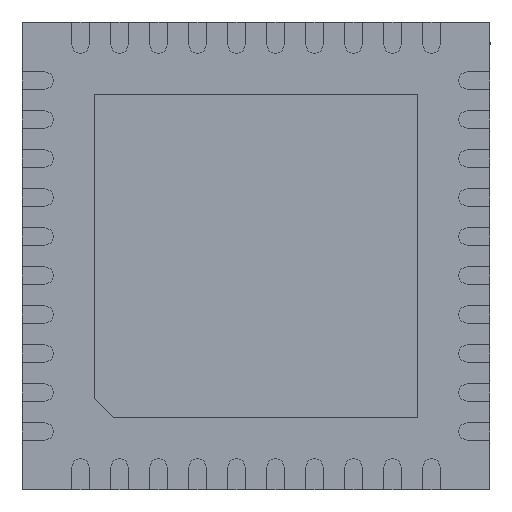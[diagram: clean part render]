
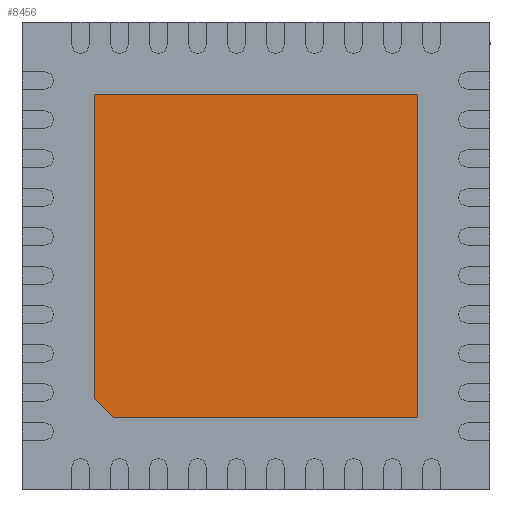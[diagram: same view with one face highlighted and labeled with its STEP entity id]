
A CAD part, front view. The second image highlights one B-rep face of the part: STEP entity #8456.
In plain terms, the highlighted planar face has unit normal (0, -1, 0).
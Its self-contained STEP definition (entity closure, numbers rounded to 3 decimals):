
#615 = DIRECTION ( 'NONE',  ( -1., 0., 0. ) ) ;
#1324 = CARTESIAN_POINT ( 'NONE',  ( 0., 0., 0. ) ) ;
#1992 = VERTEX_POINT ( 'NONE', #3515 ) ;
#2027 = EDGE_LOOP ( 'NONE', ( #3313, #6128, #14565, #11192, #6088 ) ) ;
#2537 = VERTEX_POINT ( 'NONE', #10410 ) ;
#2873 = DIRECTION ( 'NONE',  ( 0., 0., 1. ) ) ;
#3313 = ORIENTED_EDGE ( 'NONE', *, *, #10295, .T. ) ;
#3515 = CARTESIAN_POINT ( 'NONE',  ( -1.825, 0., -2.075 ) ) ;
#4793 = PLANE ( 'NONE',  #12738 ) ;
#4808 = VECTOR ( 'NONE', #15315, 1000. ) ;
#5262 = VERTEX_POINT ( 'NONE', #8863 ) ;
#5518 = CARTESIAN_POINT ( 'NONE',  ( -1.95, 0., -1.95 ) ) ;
#5769 = VECTOR ( 'NONE', #11959, 1000. ) ;
#6088 = ORIENTED_EDGE ( 'NONE', *, *, #15362, .T. ) ;
#6128 = ORIENTED_EDGE ( 'NONE', *, *, #14337, .T. ) ;
#6431 = DIRECTION ( 'NONE',  ( 1., 0., 0. ) ) ;
#6465 = EDGE_CURVE ( 'NONE', #1992, #12476, #9169, .T. ) ;
#7724 = CARTESIAN_POINT ( 'NONE',  ( 2.075, 0., -2.075 ) ) ;
#8248 = EDGE_CURVE ( 'NONE', #12476, #5262, #9003, .T. ) ;
#8456 = ADVANCED_FACE ( 'NONE', ( #11004 ), #4793, .T. ) ;
#8668 = DIRECTION ( 'NONE',  ( 0., -1., 0. ) ) ;
#8863 = CARTESIAN_POINT ( 'NONE',  ( 2.075, 0., 2.075 ) ) ;
#9003 = LINE ( 'NONE', #13907, #9912 ) ;
#9169 = LINE ( 'NONE', #7724, #12545 ) ;
#9912 = VECTOR ( 'NONE', #2873, 1000. ) ;
#10096 = CARTESIAN_POINT ( 'NONE',  ( 2.075, 0., -2.075 ) ) ;
#10295 = EDGE_CURVE ( 'NONE', #10738, #2537, #13197, .T. ) ;
#10376 = CARTESIAN_POINT ( 'NONE',  ( 2.075, 0., 2.075 ) ) ;
#10410 = CARTESIAN_POINT ( 'NONE',  ( -2.075, 0., -1.825 ) ) ;
#10738 = VERTEX_POINT ( 'NONE', #15859 ) ;
#11004 = FACE_OUTER_BOUND ( 'NONE', #2027, .T. ) ;
#11192 = ORIENTED_EDGE ( 'NONE', *, *, #8248, .T. ) ;
#11606 = CARTESIAN_POINT ( 'NONE',  ( -2.075, 0., -2.075 ) ) ;
#11959 = DIRECTION ( 'NONE',  ( 0.707, 0., -0.707 ) ) ;
#12476 = VERTEX_POINT ( 'NONE', #10096 ) ;
#12545 = VECTOR ( 'NONE', #6431, 1000. ) ;
#12738 = AXIS2_PLACEMENT_3D ( 'NONE', #1324, #8668, #13422 ) ;
#12868 = LINE ( 'NONE', #10376, #15303 ) ;
#13197 = LINE ( 'NONE', #11606, #4808 ) ;
#13422 = DIRECTION ( 'NONE',  ( 0., 0., -1. ) ) ;
#13907 = CARTESIAN_POINT ( 'NONE',  ( 2.075, 0., -2.075 ) ) ;
#14337 = EDGE_CURVE ( 'NONE', #2537, #1992, #15502, .T. ) ;
#14565 = ORIENTED_EDGE ( 'NONE', *, *, #6465, .T. ) ;
#15303 = VECTOR ( 'NONE', #615, 1000. ) ;
#15315 = DIRECTION ( 'NONE',  ( 0., 0., -1. ) ) ;
#15362 = EDGE_CURVE ( 'NONE', #5262, #10738, #12868, .T. ) ;
#15502 = LINE ( 'NONE', #5518, #5769 ) ;
#15859 = CARTESIAN_POINT ( 'NONE',  ( -2.075, 0., 2.075 ) ) ;
